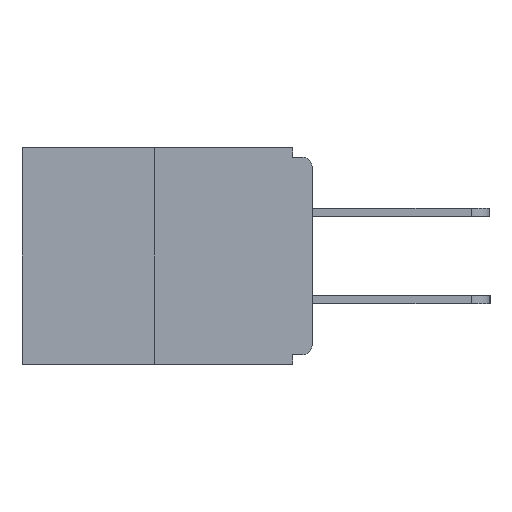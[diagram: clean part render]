
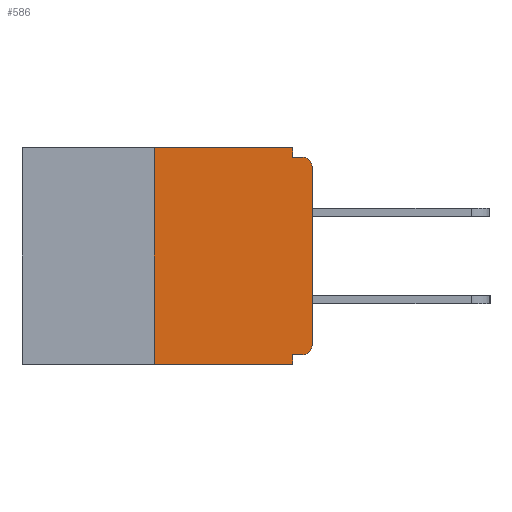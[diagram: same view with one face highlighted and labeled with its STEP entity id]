
A CAD part, left-side view. The second image highlights one B-rep face of the part: STEP entity #586.
In plain terms, the highlighted planar face has unit normal (-1, 0, 0).
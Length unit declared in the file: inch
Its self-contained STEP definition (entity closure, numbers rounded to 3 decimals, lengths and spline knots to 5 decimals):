
#52 = DIRECTION ( 'NONE',  ( 0., 1., 0. ) ) ;
#193 = CIRCLE ( 'NONE', #4115, 0.015 ) ;
#266 = DIRECTION ( 'NONE',  ( 0., -1., 0. ) ) ;
#344 = CARTESIAN_POINT ( 'NONE',  ( 0., 0.015, -0.015 ) ) ;
#445 = ORIENTED_EDGE ( 'NONE', *, *, #3003, .F. ) ;
#586 = ADVANCED_FACE ( 'NONE', ( #13561 ), #7239, .F. ) ;
#653 = VECTOR ( 'NONE', #6959, 39.37008 ) ;
#657 = CARTESIAN_POINT ( 'NONE',  ( 0., 0., 0. ) ) ;
#696 = ORIENTED_EDGE ( 'NONE', *, *, #6122, .F. ) ;
#1053 = EDGE_CURVE ( 'NONE', #7597, #2971, #193, .T. ) ;
#1347 = CARTESIAN_POINT ( 'NONE',  ( 0., 0.46, -0.343 ) ) ;
#1408 = LINE ( 'NONE', #7601, #3240 ) ;
#1411 = CARTESIAN_POINT ( 'NONE',  ( 0., 0.015, -0.03 ) ) ;
#1604 = ORIENTED_EDGE ( 'NONE', *, *, #1053, .T. ) ;
#1607 = LINE ( 'NONE', #7202, #8074 ) ;
#1966 = DIRECTION ( 'NONE',  ( 0., 0., -1. ) ) ;
#2139 = ORIENTED_EDGE ( 'NONE', *, *, #12037, .F. ) ;
#2636 = CARTESIAN_POINT ( 'NONE',  ( 0., 0.015, -0.328 ) ) ;
#2661 = ORIENTED_EDGE ( 'NONE', *, *, #11504, .F. ) ;
#2833 = VERTEX_POINT ( 'NONE', #7315 ) ;
#2840 = CARTESIAN_POINT ( 'NONE',  ( 0., 0.031, 0. ) ) ;
#2942 = DIRECTION ( 'NONE',  ( 0., 0., -1. ) ) ;
#2971 = VERTEX_POINT ( 'NONE', #11945 ) ;
#3003 = EDGE_CURVE ( 'NONE', #7074, #10817, #3462, .T. ) ;
#3240 = VECTOR ( 'NONE', #52, 39.37008 ) ;
#3462 = LINE ( 'NONE', #9070, #653 ) ;
#4097 = EDGE_CURVE ( 'NONE', #2833, #10605, #7384, .T. ) ;
#4115 = AXIS2_PLACEMENT_3D ( 'NONE', #9309, #6013, #2942 ) ;
#4168 = EDGE_LOOP ( 'NONE', ( #696, #9053, #6421, #2139, #9738, #1604, #6115, #11104, #445, #2661 ) ) ;
#4403 = DIRECTION ( 'NONE',  ( 0., 0., 1. ) ) ;
#4940 = EDGE_CURVE ( 'NONE', #2971, #12624, #11549, .T. ) ;
#5071 = EDGE_CURVE ( 'NONE', #7597, #9533, #1408, .T. ) ;
#5104 = CARTESIAN_POINT ( 'NONE',  ( 0., 0.46, 0. ) ) ;
#5352 = CARTESIAN_POINT ( 'NONE',  ( 0., 0.25, 0. ) ) ;
#5656 = DIRECTION ( 'NONE',  ( 0., 0., -1. ) ) ;
#6013 = DIRECTION ( 'NONE',  ( -1., 0., 0. ) ) ;
#6115 = ORIENTED_EDGE ( 'NONE', *, *, #4940, .T. ) ;
#6122 = EDGE_CURVE ( 'NONE', #12202, #6901, #6162, .T. ) ;
#6162 = LINE ( 'NONE', #11773, #8836 ) ;
#6176 = DIRECTION ( 'NONE',  ( 1., 0., 0. ) ) ;
#6421 = ORIENTED_EDGE ( 'NONE', *, *, #4097, .T. ) ;
#6733 = DIRECTION ( 'NONE',  ( 0., 0., -1. ) ) ;
#6901 = VERTEX_POINT ( 'NONE', #2840 ) ;
#6959 = DIRECTION ( 'NONE',  ( 0., -1., 0. ) ) ;
#7074 = VERTEX_POINT ( 'NONE', #8806 ) ;
#7202 = CARTESIAN_POINT ( 'NONE',  ( 0., 0.031, 0. ) ) ;
#7239 = PLANE ( 'NONE',  #10617 ) ;
#7311 = CARTESIAN_POINT ( 'NONE',  ( 0., 0.25, 0. ) ) ;
#7315 = CARTESIAN_POINT ( 'NONE',  ( 0., 0.25, -0.343 ) ) ;
#7384 = LINE ( 'NONE', #1347, #12765 ) ;
#7597 = VERTEX_POINT ( 'NONE', #2636 ) ;
#7601 = CARTESIAN_POINT ( 'NONE',  ( 0., 0., -0.328 ) ) ;
#8074 = VECTOR ( 'NONE', #12594, 39.37008 ) ;
#8225 = VECTOR ( 'NONE', #6733, 39.37008 ) ;
#8600 = EDGE_CURVE ( 'NONE', #2833, #12202, #13125, .T. ) ;
#8806 = CARTESIAN_POINT ( 'NONE',  ( 0., 0.031, -0.015 ) ) ;
#8836 = VECTOR ( 'NONE', #9705, 39.37008 ) ;
#9053 = ORIENTED_EDGE ( 'NONE', *, *, #8600, .F. ) ;
#9070 = CARTESIAN_POINT ( 'NONE',  ( 0., 0., -0.015 ) ) ;
#9294 = CIRCLE ( 'NONE', #12612, 0.015 ) ;
#9309 = CARTESIAN_POINT ( 'NONE',  ( 0., 0.015, -0.313 ) ) ;
#9533 = VERTEX_POINT ( 'NONE', #11667 ) ;
#9705 = DIRECTION ( 'NONE',  ( 0., -1., 0. ) ) ;
#9738 = ORIENTED_EDGE ( 'NONE', *, *, #5071, .F. ) ;
#9766 = DIRECTION ( 'NONE',  ( -1., 0., 0. ) ) ;
#9956 = VECTOR ( 'NONE', #4403, 39.37008 ) ;
#10043 = CARTESIAN_POINT ( 'NONE',  ( 0., 0., -0.03 ) ) ;
#10605 = VERTEX_POINT ( 'NONE', #11552 ) ;
#10617 = AXIS2_PLACEMENT_3D ( 'NONE', #5104, #6176, #1966 ) ;
#10758 = EDGE_CURVE ( 'NONE', #12624, #10817, #9294, .T. ) ;
#10817 = VERTEX_POINT ( 'NONE', #344 ) ;
#11104 = ORIENTED_EDGE ( 'NONE', *, *, #10758, .T. ) ;
#11504 = EDGE_CURVE ( 'NONE', #6901, #7074, #1607, .T. ) ;
#11549 = LINE ( 'NONE', #657, #13229 ) ;
#11552 = CARTESIAN_POINT ( 'NONE',  ( 0., 0.031, -0.343 ) ) ;
#11667 = CARTESIAN_POINT ( 'NONE',  ( 0., 0.031, -0.328 ) ) ;
#11773 = CARTESIAN_POINT ( 'NONE',  ( 0., 0.46, 0. ) ) ;
#11945 = CARTESIAN_POINT ( 'NONE',  ( 0., 0., -0.313 ) ) ;
#12037 = EDGE_CURVE ( 'NONE', #9533, #10605, #12430, .T. ) ;
#12202 = VERTEX_POINT ( 'NONE', #7311 ) ;
#12430 = LINE ( 'NONE', #13179, #8225 ) ;
#12594 = DIRECTION ( 'NONE',  ( 0., 0., -1. ) ) ;
#12612 = AXIS2_PLACEMENT_3D ( 'NONE', #1411, #9766, #5656 ) ;
#12624 = VERTEX_POINT ( 'NONE', #10043 ) ;
#12765 = VECTOR ( 'NONE', #266, 39.37008 ) ;
#13125 = LINE ( 'NONE', #5352, #9956 ) ;
#13179 = CARTESIAN_POINT ( 'NONE',  ( 0., 0.031, -0.343 ) ) ;
#13229 = VECTOR ( 'NONE', #13397, 39.37008 ) ;
#13397 = DIRECTION ( 'NONE',  ( 0., 0., 1. ) ) ;
#13561 = FACE_OUTER_BOUND ( 'NONE', #4168, .T. ) ;
